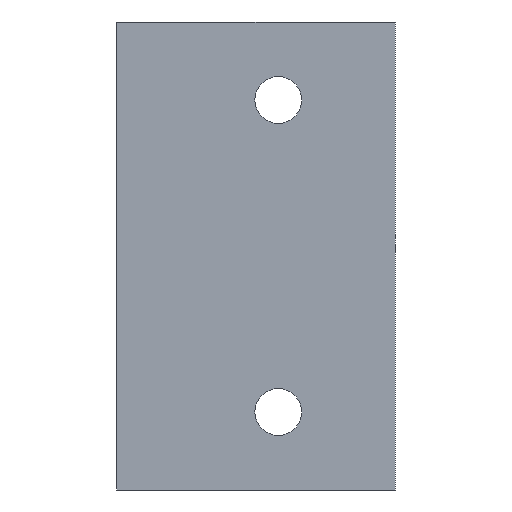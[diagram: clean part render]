
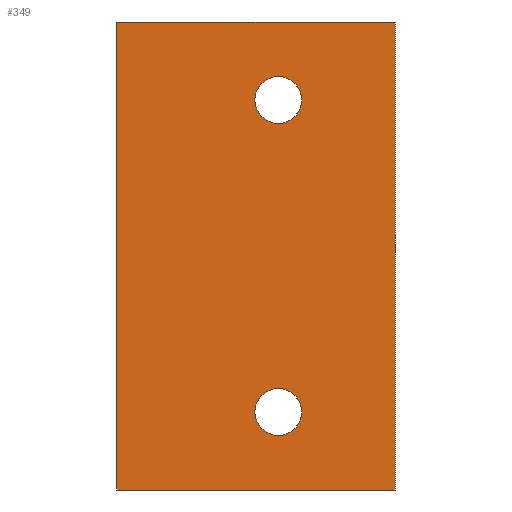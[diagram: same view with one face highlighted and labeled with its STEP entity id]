
A CAD part, left-side view. The second image highlights one B-rep face of the part: STEP entity #349.
In plain terms, the highlighted planar face has unit normal (-1, 0, 0).
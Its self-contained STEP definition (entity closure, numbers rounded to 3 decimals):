
#25=FACE_BOUND('',#81,.T.);
#26=FACE_BOUND('',#82,.T.);
#36=PLANE('',#400);
#53=FACE_OUTER_BOUND('',#80,.T.);
#80=EDGE_LOOP('',(#312,#313,#314,#315));
#81=EDGE_LOOP('',(#316));
#82=EDGE_LOOP('',(#317));
#95=LINE('',#530,#126);
#102=LINE('',#543,#133);
#109=LINE('',#565,#140);
#116=LINE('',#587,#147);
#126=VECTOR('',#435,10.);
#133=VECTOR('',#444,10.);
#140=VECTOR('',#463,10.);
#147=VECTOR('',#492,10.);
#151=CIRCLE('',#376,2.1);
#153=CIRCLE('',#379,2.1);
#165=VERTEX_POINT('',#506);
#167=VERTEX_POINT('',#512);
#173=VERTEX_POINT('',#527);
#174=VERTEX_POINT('',#529);
#179=VERTEX_POINT('',#541);
#188=VERTEX_POINT('',#563);
#196=EDGE_CURVE('',#165,#165,#151,.T.);
#199=EDGE_CURVE('',#167,#167,#153,.T.);
#207=EDGE_CURVE('',#173,#174,#95,.T.);
#214=EDGE_CURVE('',#173,#179,#102,.T.);
#225=EDGE_CURVE('',#188,#179,#109,.T.);
#236=EDGE_CURVE('',#174,#188,#116,.T.);
#312=ORIENTED_EDGE('',*,*,#207,.F.);
#313=ORIENTED_EDGE('',*,*,#214,.T.);
#314=ORIENTED_EDGE('',*,*,#225,.F.);
#315=ORIENTED_EDGE('',*,*,#236,.F.);
#316=ORIENTED_EDGE('',*,*,#196,.T.);
#317=ORIENTED_EDGE('',*,*,#199,.T.);
#349=ADVANCED_FACE('',(#53,#25,#26),#36,.T.);
#376=AXIS2_PLACEMENT_3D('',#507,#414,#415);
#379=AXIS2_PLACEMENT_3D('',#513,#421,#422);
#400=AXIS2_PLACEMENT_3D('',#586,#490,#491);
#414=DIRECTION('center_axis',(1.,0.,0.));
#415=DIRECTION('ref_axis',(0.,0.,
-1.));
#421=DIRECTION('center_axis',(1.,0.,0.));
#422=DIRECTION('ref_axis',(0.,0.,
-1.));
#435=DIRECTION('',(0.,-1.,0.));
#444=DIRECTION('',(0.,0.,-1.));
#463=DIRECTION('',(0.,1.,0.));
#490=DIRECTION('center_axis',(-1.,0.,0.));
#491=DIRECTION('ref_axis',(0.,1.,0.));
#492=DIRECTION('',(0.,0.,-1.));
#506=CARTESIAN_POINT('',(-220.,101.57,279.034));
#507=CARTESIAN_POINT('Origin',(-220.,101.57,276.934));
#512=CARTESIAN_POINT('',(-220.,101.57,251.034));
#513=CARTESIAN_POINT('Origin',(-220.,101.57,248.934));
#527=CARTESIAN_POINT('',(-220.,116.07,283.934));
#529=CARTESIAN_POINT('',(-220.,91.07,283.934));
#530=CARTESIAN_POINT('',(-220.,116.07,283.934));
#541=CARTESIAN_POINT('',(-220.,116.07,241.934));
#543=CARTESIAN_POINT('',(-220.,116.07,287.934));
#563=CARTESIAN_POINT('',(-220.,91.07,241.934));
#565=CARTESIAN_POINT('',(-220.,116.07,241.934));
#586=CARTESIAN_POINT('Origin',(-220.,76.07,287.934));
#587=CARTESIAN_POINT('',(-220.,91.07,287.934));
